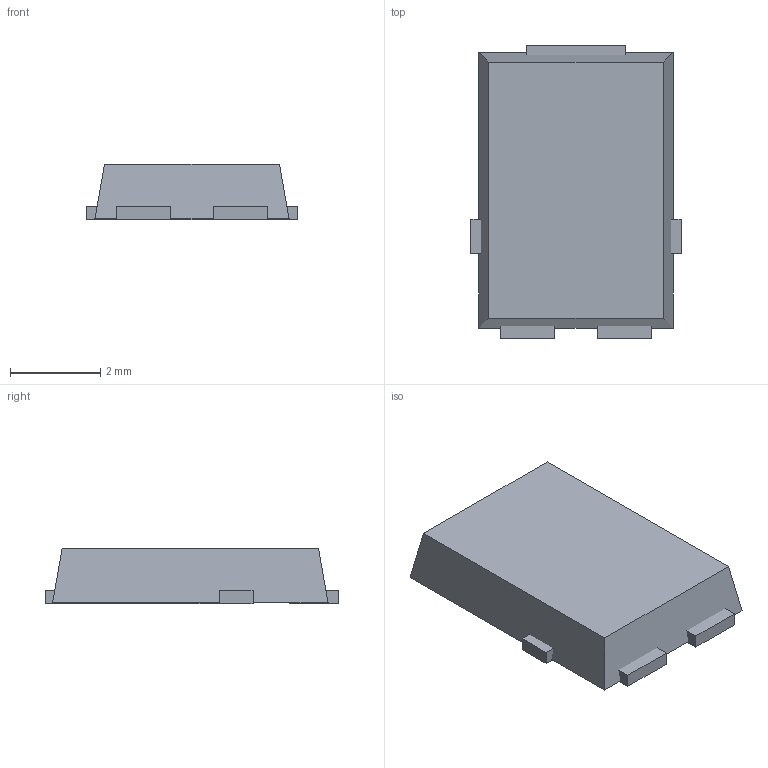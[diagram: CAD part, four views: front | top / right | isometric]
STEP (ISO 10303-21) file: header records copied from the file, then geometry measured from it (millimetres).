
FILE_DESCRIPTION(/* description */ (''),/* implementation_level */ '2;1');
FILE_NAME(/* name */ 'TO-277A.stp',/* time_stamp */ '2017-09-11T21:17:10-04:00',/* author */ (''),/* organization */ (''),/* preprocessor_version */ 'ST-DEVELOPER v16.13',/* originating_system */ 'Autodesk Translation Framework v6.1.1.50',/* authorisation */ '');
FILE_SCHEMA (('AUTOMOTIVE_DESIGN { 1 0 10303 214 3 1 1 }'));
Length unit declared in the file: millimetre
Products named in the file (4): TO-277A v2; Component1; Component2; Component3
Assembly tree (3 placements, depth 2):
  TO-277A v2
    Component1
    Component2
    Component3
Bounding box: 4.65 x 6.5 x 1.22 mm (x, y, z)
Volume: 34.5 mm3; surface area: 118.7 mm2
Topology: 4 solids, 4 shells, 32 faces, 72 edges, 48 vertices
Faces by surface type: plane 32
Entity records: 975 total; most frequent: CARTESIAN_POINT 159, DIRECTION 150, ORIENTED_EDGE 144, LINE 72, VECTOR 72, EDGE_CURVE 72, VERTEX_POINT 48, AXIS2_PLACEMENT_3D 39
